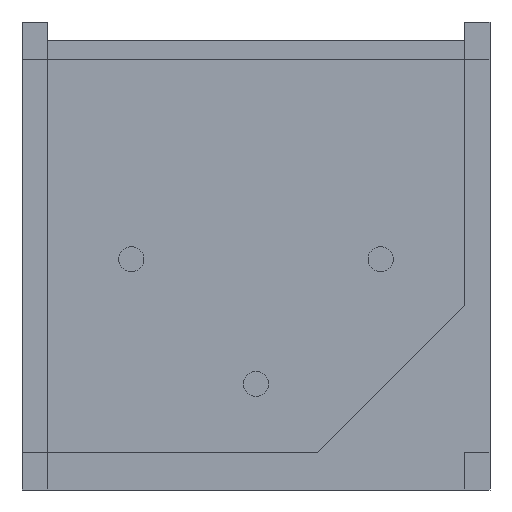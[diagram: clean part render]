
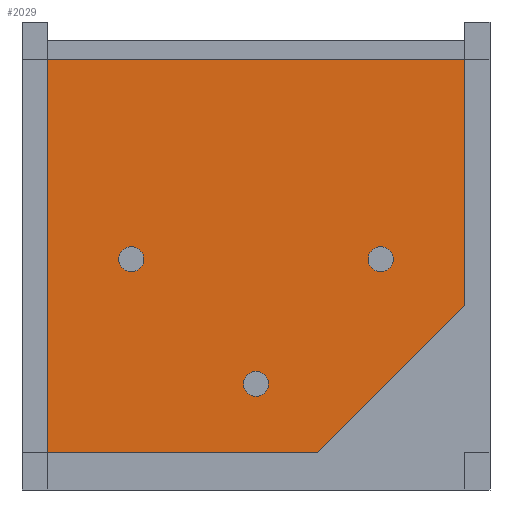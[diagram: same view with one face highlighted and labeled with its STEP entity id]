
A CAD part, front view. The second image highlights one B-rep face of the part: STEP entity #2029.
In plain terms, the highlighted planar face has unit normal (0, -1, 0).
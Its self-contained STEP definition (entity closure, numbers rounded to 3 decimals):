
#2 = DIRECTION ( 'NONE',  ( 0., 0., -1. ) ) ;
#15 = LINE ( 'NONE', #1384, #2052 ) ;
#93 = DIRECTION ( 'NONE',  ( -0.707, 0., -0.707 ) ) ;
#274 = DIRECTION ( 'NONE',  ( 0., -1., 0. ) ) ;
#415 = ORIENTED_EDGE ( 'NONE', *, *, #3177, .F. ) ;
#511 = LINE ( 'NONE', #825, #1440 ) ;
#532 = CARTESIAN_POINT ( 'NONE',  ( 4.255, 0.38, 4.005 ) ) ;
#670 = CARTESIAN_POINT ( 'NONE',  ( -4.765, 0.38, -4.005 ) ) ;
#798 = DIRECTION ( 'NONE',  ( 1., 0., 0. ) ) ;
#825 = CARTESIAN_POINT ( 'NONE',  ( -4.255, 0.38, 4.005 ) ) ;
#959 = EDGE_CURVE ( 'NONE', #2932, #2684, #15, .T. ) ;
#1003 = CARTESIAN_POINT ( 'NONE',  ( 4.255, 0.38, -1.005 ) ) ;
#1009 = VERTEX_POINT ( 'NONE', #2875 ) ;
#1094 = DIRECTION ( 'NONE',  ( 0., 0., -1. ) ) ;
#1133 = ORIENTED_EDGE ( 'NONE', *, *, #2159, .F. ) ;
#1139 = ORIENTED_EDGE ( 'NONE', *, *, #959, .F. ) ;
#1176 = LINE ( 'NONE', #532, #3248 ) ;
#1200 = LINE ( 'NONE', #670, #2485 ) ;
#1267 = FACE_OUTER_BOUND ( 'NONE', #3479, .T. ) ;
#1384 = CARTESIAN_POINT ( 'NONE',  ( 0., 0.38, 4.005 ) ) ;
#1399 = CARTESIAN_POINT ( 'NONE',  ( 0., 0.38, 0. ) ) ;
#1432 = LINE ( 'NONE', #3454, #2616 ) ;
#1440 = VECTOR ( 'NONE', #1929, 1000. ) ;
#1662 = PLANE ( 'NONE',  #2067 ) ;
#1879 = ORIENTED_EDGE ( 'NONE', *, *, #2025, .F. ) ;
#1895 = VERTEX_POINT ( 'NONE', #2450 ) ;
#1929 = DIRECTION ( 'NONE',  ( 0., 0., 1. ) ) ;
#1965 = ORIENTED_EDGE ( 'NONE', *, *, #3045, .F. ) ;
#2025 = EDGE_CURVE ( 'NONE', #1009, #2932, #511, .T. ) ;
#2029 = ADVANCED_FACE ( 'NONE', ( #1267 ), #1662, .T. ) ;
#2052 = VECTOR ( 'NONE', #798, 1000. ) ;
#2067 = AXIS2_PLACEMENT_3D ( 'NONE', #1399, #274, #2 ) ;
#2159 = EDGE_CURVE ( 'NONE', #2684, #3511, #1176, .T. ) ;
#2196 = CARTESIAN_POINT ( 'NONE',  ( 4.255, 0.38, 4.005 ) ) ;
#2450 = CARTESIAN_POINT ( 'NONE',  ( 1.255, 0.38, -4.005 ) ) ;
#2485 = VECTOR ( 'NONE', #3186, 1000. ) ;
#2616 = VECTOR ( 'NONE', #93, 1000. ) ;
#2684 = VERTEX_POINT ( 'NONE', #2196 ) ;
#2875 = CARTESIAN_POINT ( 'NONE',  ( -4.255, 0.38, -4.005 ) ) ;
#2932 = VERTEX_POINT ( 'NONE', #3150 ) ;
#3045 = EDGE_CURVE ( 'NONE', #1895, #1009, #1200, .T. ) ;
#3150 = CARTESIAN_POINT ( 'NONE',  ( -4.255, 0.38, 4.005 ) ) ;
#3177 = EDGE_CURVE ( 'NONE', #3511, #1895, #1432, .T. ) ;
#3186 = DIRECTION ( 'NONE',  ( -1., 0., 0. ) ) ;
#3248 = VECTOR ( 'NONE', #1094, 1000. ) ;
#3454 = CARTESIAN_POINT ( 'NONE',  ( 4.255, 0.38, -1.005 ) ) ;
#3479 = EDGE_LOOP ( 'NONE', ( #1879, #1965, #415, #1133, #1139 ) ) ;
#3511 = VERTEX_POINT ( 'NONE', #1003 ) ;
